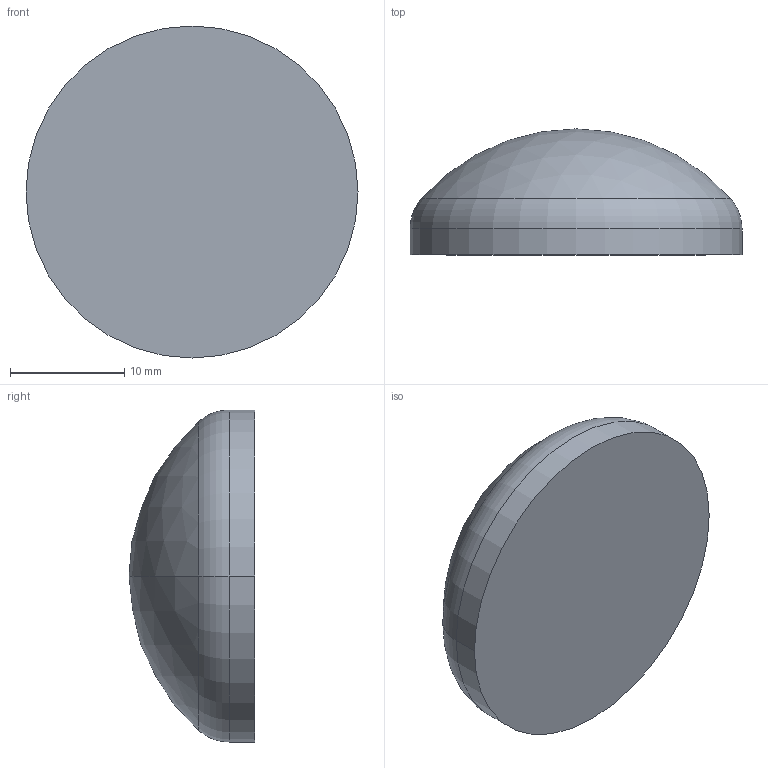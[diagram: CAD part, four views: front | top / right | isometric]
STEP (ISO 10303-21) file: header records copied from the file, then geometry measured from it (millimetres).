
FILE_DESCRIPTION (( 'STEP AP203' ), '1' );
FILE_NAME ('3D_M8012_DN25_17481120.STEP', '2024-09-03T14:04:21', ( '' ), ( '' ), 'SwSTEP 2.0', 'SolidWorks 2024', '' );
FILE_SCHEMA (( 'CONFIG_CONTROL_DESIGN' ));
Length unit declared in the file: millimetre
Products named in the file (1): 3D_M8012_DN25_17481120
Bounding box: 29 x 11 x 29 mm (x, y, z)
Volume: 5029.2 mm3; surface area: 1812.9 mm2
Topology: 1 solids, 1 shells, 7 faces, 12 edges, 7 vertices
Faces by surface type: sphere 2, torus 2, cylinder 2, plane 1
Entity records: 249 total; most frequent: DIRECTION 38, CARTESIAN_POINT 27, ORIENTED_EDGE 24, AXIS2_PLACEMENT_3D 18, EDGE_CURVE 12, CIRCLE 10, PERSON_AND_ORGANIZATION 8, ADVANCED_FACE 7
